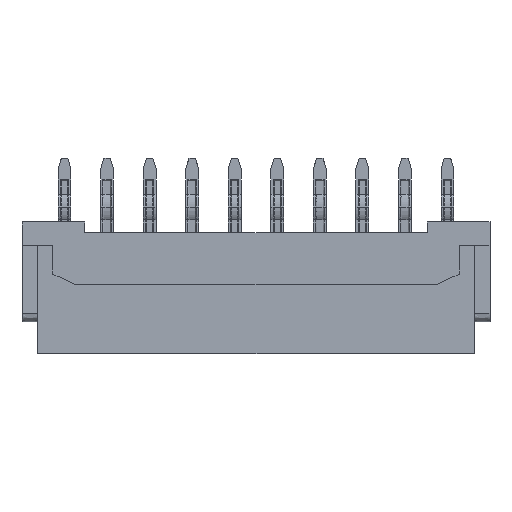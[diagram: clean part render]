
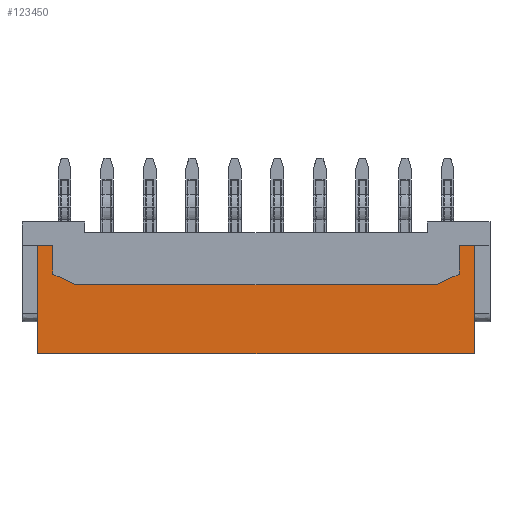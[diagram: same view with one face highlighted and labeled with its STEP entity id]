
A CAD part, front view. The second image highlights one B-rep face of the part: STEP entity #123450.
In plain terms, the highlighted planar face has unit normal (0, -1, 0).
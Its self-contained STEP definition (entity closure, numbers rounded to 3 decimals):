
#6380=CARTESIAN_POINT('',(-28.404,-1.785,3.25));
#6390=VERTEX_POINT('',#6380);
#6420=CARTESIAN_POINT('',(-28.,-1.785,3.062));
#6430=DIRECTION('',(-0.907,0.,0.422));
#6440=VECTOR('',#6430,1.);
#6450=LINE('',#6420,#6440);
#6460=CARTESIAN_POINT('',(-29.479,-1.785,3.75));
#6470=VERTEX_POINT('',#6460);
#6480=EDGE_CURVE('',#6390,#6470,#6450,.T.);
#72760=CARTESIAN_POINT('',(-29.479,-1.785,5.1));
#72770=VERTEX_POINT('',#72760);
#72800=CARTESIAN_POINT('',(-28.,-1.785,5.1));
#72810=DIRECTION('',(-1.,0.,0.));
#72820=VECTOR('',#72810,1.);
#72830=LINE('',#72800,#72820);
#72840=CARTESIAN_POINT('',(-30.179,-1.785,5.1));
#72850=VERTEX_POINT('',#72840);
#72860=EDGE_CURVE('',#72770,#72850,#72830,.T.);
#87740=CARTESIAN_POINT('',(-30.179,-1.785,0.));
#87750=VERTEX_POINT('',#87740);
#89050=CARTESIAN_POINT('',(-30.179,-1.785,0.));
#89060=DIRECTION('',(0.,0.,1.));
#89070=VECTOR('',#89060,1.);
#89080=LINE('',#89050,#89070);
#89090=EDGE_CURVE('',#87750,#72850,#89080,.T.);
#91510=CARTESIAN_POINT('',(-29.479,-1.785,0.));
#91520=DIRECTION('',(0.,0.,1.));
#91530=VECTOR('',#91520,1.);
#91540=LINE('',#91510,#91530);
#91550=EDGE_CURVE('',#6470,#72770,#91540,.T.);
#103460=CARTESIAN_POINT('',(-9.679,-1.785,5.1));
#103470=VERTEX_POINT('',#103460);
#103500=CARTESIAN_POINT('',(-11.858,-1.785,5.1));
#103510=DIRECTION('',(1.,0.,0.));
#103520=VECTOR('',#103510,1.);
#103530=LINE('',#103500,#103520);
#103540=CARTESIAN_POINT('',(-10.379,-1.785,5.1));
#103550=VERTEX_POINT('',#103540);
#103560=EDGE_CURVE('',#103550,#103470,#103530,.T.);
#121910=CARTESIAN_POINT('',(-9.679,-1.785,
0.));
#121920=VERTEX_POINT('',#121910);
#121950=CARTESIAN_POINT('',(-9.679,-1.785,0.));
#121960=DIRECTION('',(0.,0.,1.));
#121970=VECTOR('',#121960,1.);
#121980=LINE('',#121950,#121970);
#121990=EDGE_CURVE('',#121920,#103470,#121980,.T.);
#122960=CARTESIAN_POINT('',(-11.454,-1.785,3.25));
#122970=VERTEX_POINT('',#122960);
#123000=CARTESIAN_POINT('',(-40.179,-1.785,3.25));
#123010=DIRECTION('',(1.,0.,0.));
#123020=VECTOR('',#123010,1.);
#123030=LINE('',#123000,#123020);
#123040=EDGE_CURVE('',#6390,#122970,#123030,.T.);
#123110=CARTESIAN_POINT('',(-37.926,-1.785,
0.));
#123120=DIRECTION('',(0.,-1.,0.));
#123130=DIRECTION('',(1.,0.,0.));
#123140=AXIS2_PLACEMENT_3D('',#123110,#123120,#123130);
#123150=PLANE('',#123140);
#123160=ORIENTED_EDGE('',*,*,#89090,.F.);
#123170=ORIENTED_EDGE('',*,*,#72860,.T.);
#123180=ORIENTED_EDGE('',*,*,#91550,.T.);
#123190=ORIENTED_EDGE('',*,*,#6480,.T.);
#123200=ORIENTED_EDGE('',*,*,#123040,.F.);
#123210=CARTESIAN_POINT('',(-11.858,-1.785,3.062));
#123220=DIRECTION('',(0.907,0.,
0.422));
#123230=VECTOR('',#123220,1.);
#123240=LINE('',#123210,#123230);
#123250=CARTESIAN_POINT('',(-10.379,-1.785,3.75));
#123260=VERTEX_POINT('',#123250);
#123270=EDGE_CURVE('',#122970,#123260,#123240,.T.);
#123280=ORIENTED_EDGE('',*,*,#123270,.F.);
#123290=CARTESIAN_POINT('',(-10.379,-1.785,0.));
#123300=DIRECTION('',(0.,0.,1.));
#123310=VECTOR('',#123300,1.);
#123320=LINE('',#123290,#123310);
#123330=EDGE_CURVE('',#123260,#103550,#123320,.T.);
#123340=ORIENTED_EDGE('',*,*,#123330,.F.);
#123350=ORIENTED_EDGE('',*,*,#103560,.F.);
#123360=ORIENTED_EDGE('',*,*,#121990,.T.);
#123370=CARTESIAN_POINT('',(-38.029,-1.785,0.));
#123380=DIRECTION('',(-1.,0.,0.));
#123390=VECTOR('',#123380,1.);
#123400=LINE('',#123370,#123390);
#123410=EDGE_CURVE('',#121920,#87750,#123400,.T.);
#123420=ORIENTED_EDGE('',*,*,#123410,.F.);
#123430=EDGE_LOOP('',(#123420,#123360,#123350,#123340,#123280,#123200,
#123190,#123180,#123170,#123160));
#123440=FACE_OUTER_BOUND('',#123430,.T.);
#123450=ADVANCED_FACE('',(#123440),#123150,.T.);
